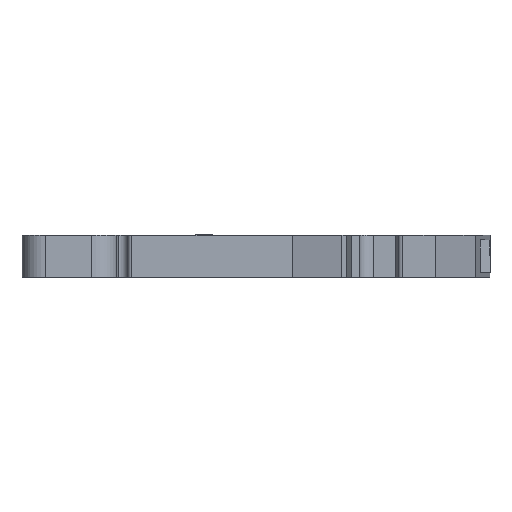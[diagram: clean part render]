
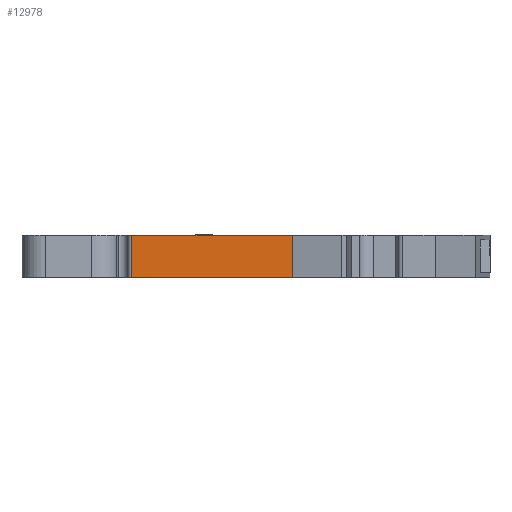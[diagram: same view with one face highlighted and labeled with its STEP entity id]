
A CAD part, front view. The second image highlights one B-rep face of the part: STEP entity #12978.
In plain terms, the highlighted planar face has unit normal (0, -1, 0).
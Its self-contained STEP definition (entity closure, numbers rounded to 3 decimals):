
#572 = AXIS2_PLACEMENT_3D ( 'NONE', #12714, #4845, #14006 ) ;
#1496 = ORIENTED_EDGE ( 'NONE', *, *, #3320, .F. ) ;
#2034 = LINE ( 'NONE', #16942, #7974 ) ;
#2584 = VECTOR ( 'NONE', #15116, 1000. ) ;
#3320 = EDGE_CURVE ( 'NONE', #14649, #9203, #16648, .T. ) ;
#3519 = ORIENTED_EDGE ( 'NONE', *, *, #8492, .F. ) ;
#3995 = VERTEX_POINT ( 'NONE', #11093 ) ;
#4551 = DIRECTION ( 'NONE',  ( 1., 0., 0. ) ) ;
#4663 = EDGE_LOOP ( 'NONE', ( #7539, #8030, #3519, #1496 ) ) ;
#4845 = DIRECTION ( 'NONE',  ( 0., 1., 0. ) ) ;
#6206 = CARTESIAN_POINT ( 'NONE',  ( -15.1, 0., -2.5 ) ) ;
#6405 = LINE ( 'NONE', #8297, #13354 ) ;
#7539 = ORIENTED_EDGE ( 'NONE', *, *, #12325, .F. ) ;
#7974 = VECTOR ( 'NONE', #11668, 1000. ) ;
#8030 = ORIENTED_EDGE ( 'NONE', *, *, #12887, .T. ) ;
#8297 = CARTESIAN_POINT ( 'NONE',  ( -15.1, 0., 2.5 ) ) ;
#8492 = EDGE_CURVE ( 'NONE', #9203, #3995, #2034, .T. ) ;
#8616 = PLANE ( 'NONE',  #572 ) ;
#8617 = LINE ( 'NONE', #12434, #15561 ) ;
#9203 = VERTEX_POINT ( 'NONE', #12053 ) ;
#11093 = CARTESIAN_POINT ( 'NONE',  ( 4., 0., -2.5 ) ) ;
#11251 = FACE_OUTER_BOUND ( 'NONE', #4663, .T. ) ;
#11668 = DIRECTION ( 'NONE',  ( 0., 0., -1. ) ) ;
#12053 = CARTESIAN_POINT ( 'NONE',  ( 4., 0., 2.5 ) ) ;
#12325 = EDGE_CURVE ( 'NONE', #16466, #14649, #6405, .T. ) ;
#12434 = CARTESIAN_POINT ( 'NONE',  ( 0., 0., -2.5 ) ) ;
#12714 = CARTESIAN_POINT ( 'NONE',  ( 0., 0., 2.5 ) ) ;
#12887 = EDGE_CURVE ( 'NONE', #16466, #3995, #8617, .T. ) ;
#12978 = ADVANCED_FACE ( 'NONE', ( #11251 ), #8616, .F. ) ;
#13354 = VECTOR ( 'NONE', #16094, 1000. ) ;
#13939 = CARTESIAN_POINT ( 'NONE',  ( 0., 0., 2.5 ) ) ;
#14006 = DIRECTION ( 'NONE',  ( -1., 0., 0. ) ) ;
#14649 = VERTEX_POINT ( 'NONE', #16345 ) ;
#15116 = DIRECTION ( 'NONE',  ( 1., 0., 0. ) ) ;
#15561 = VECTOR ( 'NONE', #4551, 1000. ) ;
#16094 = DIRECTION ( 'NONE',  ( 0., 0., 1. ) ) ;
#16345 = CARTESIAN_POINT ( 'NONE',  ( -15.1, 0., 2.5 ) ) ;
#16466 = VERTEX_POINT ( 'NONE', #6206 ) ;
#16648 = LINE ( 'NONE', #13939, #2584 ) ;
#16942 = CARTESIAN_POINT ( 'NONE',  ( 4., 0., 2.5 ) ) ;
